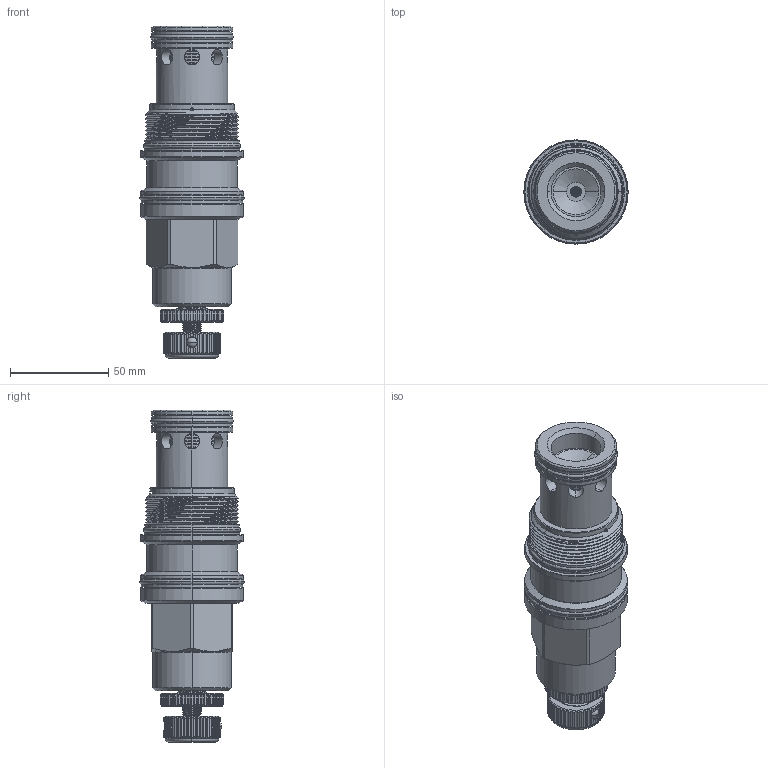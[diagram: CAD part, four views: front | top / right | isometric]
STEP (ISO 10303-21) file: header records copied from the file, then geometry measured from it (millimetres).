
FILE_DESCRIPTION (( 'STEP AP203' ), '1' );
FILE_NAME ('RV19A30-K-85.STEP', '2020-03-24T07:44:59', ( '' ), ( '' ), 'SwSTEP 2.0', 'SolidWorks 2018', '' );
FILE_SCHEMA (( 'CONFIG_CONTROL_DESIGN' ));
Products named in the file (1): RV19A30-K-85
Bounding box: 53.11 x 53.11 x 169 mm (x, y, z)
Volume: 215994.2 mm3; surface area: 44417.5 mm2
Topology: 12 solids, 12 shells, 1468 faces, 4204 edges, 2644 vertices
Faces by surface type: cylinder 949, plane 224, torus 121, cone 108, bspline 60, sphere 6
Entity records: 105831 total; most frequent: CARTESIAN_POINT 70009, ORIENTED_EDGE 8354, DIRECTION 6149, EDGE_CURVE 4177, VERTEX_POINT 2641, AXIS2_PLACEMENT_3D 2420, EDGE_LOOP 1896, B_SPLINE_CURVE_WITH_KNOTS 1664
